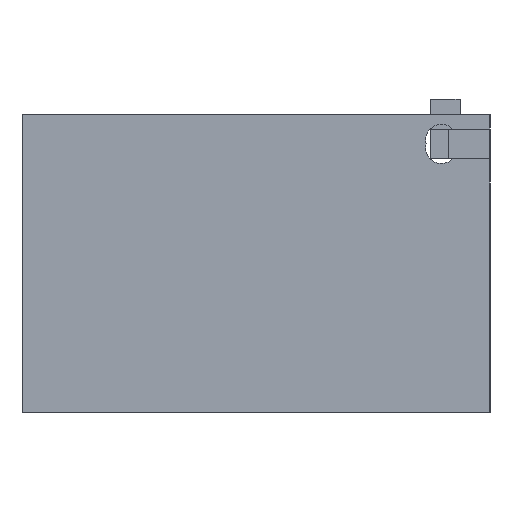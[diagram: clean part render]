
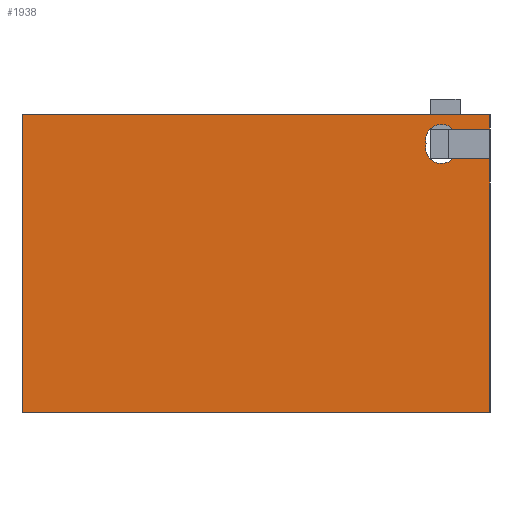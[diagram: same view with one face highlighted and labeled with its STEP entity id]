
A CAD part, left-side view. The second image highlights one B-rep face of the part: STEP entity #1938.
In plain terms, the highlighted planar face has unit normal (-1, 0, 0).
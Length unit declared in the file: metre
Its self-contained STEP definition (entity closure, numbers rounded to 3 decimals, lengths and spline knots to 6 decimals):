
#46=CIRCLE('',#2504,0.009525);
#47=CIRCLE('',#2505,0.009525);
#131=ORIENTED_EDGE('',*,*,#650,.F.);
#132=ORIENTED_EDGE('',*,*,#651,.F.);
#133=ORIENTED_EDGE('',*,*,#652,.F.);
#134=ORIENTED_EDGE('',*,*,#653,.T.);
#135=ORIENTED_EDGE('',*,*,#654,.T.);
#136=ORIENTED_EDGE('',*,*,#655,.T.);
#137=ORIENTED_EDGE('',*,*,#656,.F.);
#138=ORIENTED_EDGE('',*,*,#657,.F.);
#139=ORIENTED_EDGE('',*,*,#658,.T.);
#650=EDGE_CURVE('',#914,#915,#1099,.T.);
#651=EDGE_CURVE('',#916,#914,#1100,.T.);
#652=EDGE_CURVE('',#917,#916,#1101,.T.);
#653=EDGE_CURVE('',#917,#918,#1102,.T.);
#654=EDGE_CURVE('',#918,#919,#46,.T.);
#655=EDGE_CURVE('',#919,#920,#47,.T.);
#656=EDGE_CURVE('',#921,#920,#1103,.T.);
#657=EDGE_CURVE('',#922,#921,#1104,.T.);
#658=EDGE_CURVE('',#922,#915,#1105,.T.);
#914=VERTEX_POINT('',#3236);
#915=VERTEX_POINT('',#3237);
#916=VERTEX_POINT('',#3239);
#917=VERTEX_POINT('',#3241);
#918=VERTEX_POINT('',#3243);
#919=VERTEX_POINT('',#3245);
#920=VERTEX_POINT('',#3247);
#921=VERTEX_POINT('',#3249);
#922=VERTEX_POINT('',#3251);
#1099=LINE('',#3235,#1344);
#1100=LINE('',#3238,#1345);
#1101=LINE('',#3240,#1346);
#1102=LINE('',#3242,#1347);
#1103=LINE('',#3248,#1348);
#1104=LINE('',#3250,#1349);
#1105=LINE('',#3252,#1350);
#1344=VECTOR('',#2698,1.);
#1345=VECTOR('',#2699,1.);
#1346=VECTOR('',#2700,1.);
#1347=VECTOR('',#2701,1.);
#1348=VECTOR('',#2706,1.);
#1349=VECTOR('',#2707,1.);
#1350=VECTOR('',#2708,1.);
#1571=EDGE_LOOP('',(#131,#132,#133,#134,#135,#136,#137,#138,#139));
#1678=FACE_BOUND('',#1571,.T.);
#1783=PLANE('',#2503);
#1938=ADVANCED_FACE('',(#1678),#1783,.F.);
#2503=AXIS2_PLACEMENT_3D('',#3234,#2696,#2697);
#2504=AXIS2_PLACEMENT_3D('',#3244,#2702,#2703);
#2505=AXIS2_PLACEMENT_3D('',#3246,#2704,#2705);
#2696=DIRECTION('',(1.,0.,0.));
#2697=DIRECTION('',(0.,1.,0.));
#2698=DIRECTION('',(0.,0.,1.));
#2699=DIRECTION('',(0.,1.,0.));
#2700=DIRECTION('',(0.,0.,-1.));
#2701=DIRECTION('',(0.,1.,0.));
#2702=DIRECTION('',(1.,0.,0.));
#2703=DIRECTION('',(0.,0.,-1.));
#2704=DIRECTION('',(1.,0.,0.));
#2705=DIRECTION('',(0.,0.,-1.));
#2706=DIRECTION('',(0.,1.,0.));
#2707=DIRECTION('',(0.,0.,-1.));
#2708=DIRECTION('',(0.,1.,0.));
#3234=CARTESIAN_POINT('',(-0.679,0.,0.));
#3235=CARTESIAN_POINT('',(-0.679,0.066,0.));
#3236=CARTESIAN_POINT('',(-0.679,0.066,-0.09));
#3237=CARTESIAN_POINT('',(-0.679,0.066,0.09));
#3238=CARTESIAN_POINT('',(-0.679,0.,-0.09));
#3239=CARTESIAN_POINT('',(-0.679,-0.216,-0.09));
#3240=CARTESIAN_POINT('',(-0.679,-0.216,0.));
#3241=CARTESIAN_POINT('',(-0.679,-0.216,0.063));
#3242=CARTESIAN_POINT('',(-0.679,-0.198,0.063));
#3243=CARTESIAN_POINT('',(-0.679,-0.19347,0.063));
#3244=CARTESIAN_POINT('',(-0.679,-0.186735,0.069735));
#3245=CARTESIAN_POINT('',(-0.679,-0.177483,0.072));
#3246=CARTESIAN_POINT('',(-0.679,-0.186735,0.074265));
#3247=CARTESIAN_POINT('',(-0.679,-0.19347,0.081));
#3248=CARTESIAN_POINT('',(-0.679,-0.198,0.081));
#3249=CARTESIAN_POINT('',(-0.679,-0.216,0.081));
#3250=CARTESIAN_POINT('',(-0.679,-0.216,0.));
#3251=CARTESIAN_POINT('',(-0.679,-0.216,0.09));
#3252=CARTESIAN_POINT('',(-0.679,0.,0.09));
